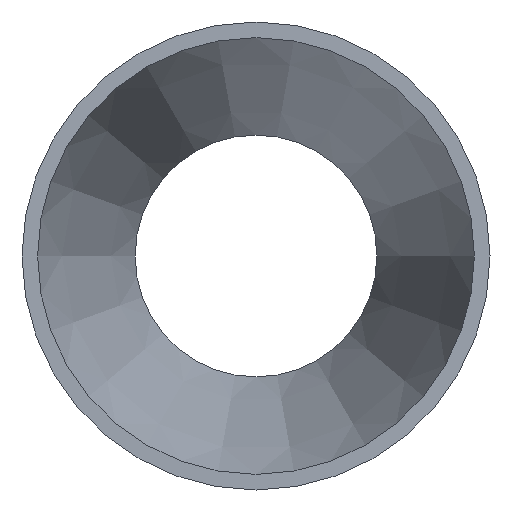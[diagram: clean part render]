
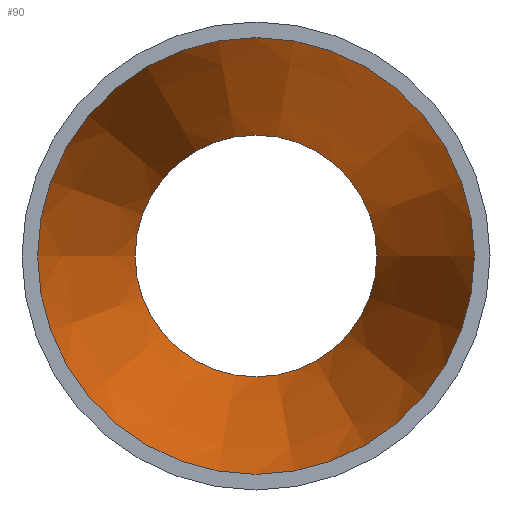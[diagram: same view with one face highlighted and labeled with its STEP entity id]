
A CAD part, front view. The second image highlights one B-rep face of the part: STEP entity #90.
In plain terms, the highlighted conical face has half-angle 15 degrees and reference radius 42 mm.
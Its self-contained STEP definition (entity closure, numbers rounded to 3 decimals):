
#15=CONICAL_SURFACE('',#114,42.,0.262);
#24=FACE_OUTER_BOUND('',#31,.T.);
#31=EDGE_LOOP('',(#75,#76,#77,#78));
#37=LINE('',#166,#41);
#41=VECTOR('',#141,42.);
#44=CIRCLE('',#109,23.244);
#47=CIRCLE('',#115,42.);
#50=VERTEX_POINT('',#153);
#53=VERTEX_POINT('',#164);
#57=EDGE_CURVE('',#50,#50,#44,.T.);
#61=EDGE_CURVE('',#53,#53,#47,.T.);
#62=EDGE_CURVE('',#53,#50,#37,.T.);
#75=ORIENTED_EDGE('',*,*,#61,.F.);
#76=ORIENTED_EDGE('',*,*,#62,.T.);
#77=ORIENTED_EDGE('',*,*,#57,.F.);
#78=ORIENTED_EDGE('',*,*,#62,.F.);
#90=ADVANCED_FACE('',(#24),#15,.F.);
#109=AXIS2_PLACEMENT_3D('',#155,#126,#127);
#114=AXIS2_PLACEMENT_3D('',#163,#137,#138);
#115=AXIS2_PLACEMENT_3D('',#165,#139,#140);
#126=DIRECTION('center_axis',(0.,-1.,0.));
#127=DIRECTION('ref_axis',(1.,0.,0.));
#137=DIRECTION('center_axis',(0.,-1.,0.));
#138=DIRECTION('ref_axis',(1.,0.,0.));
#139=DIRECTION('center_axis',(0.,1.,0.));
#140=DIRECTION('ref_axis',(1.,0.,0.));
#141=DIRECTION('',(0.259,0.966,0.));
#153=CARTESIAN_POINT('',(-23.244,70.,0.));
#155=CARTESIAN_POINT('Origin',(0.,70.,0.));
#163=CARTESIAN_POINT('Origin',(0.,0.,0.));
#164=CARTESIAN_POINT('',(-42.,0.,0.));
#165=CARTESIAN_POINT('Origin',(0.,0.,0.));
#166=CARTESIAN_POINT('',(-42.,0.,0.));
